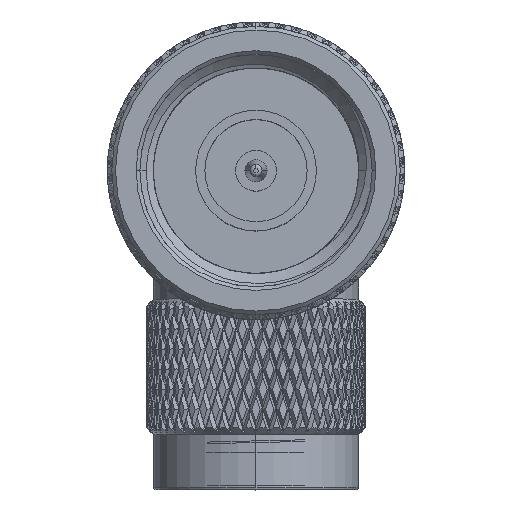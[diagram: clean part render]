
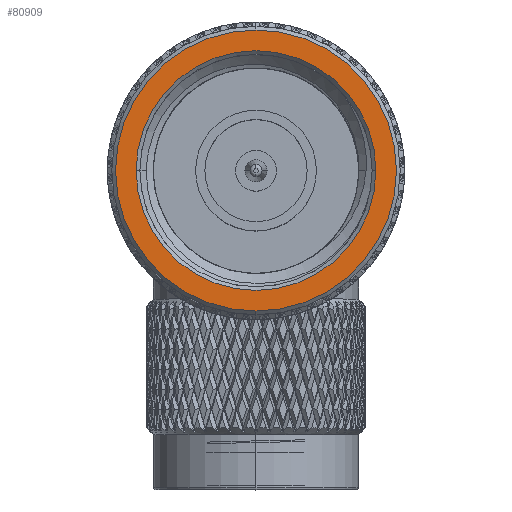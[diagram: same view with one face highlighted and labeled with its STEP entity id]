
A CAD part, top view. The second image highlights one B-rep face of the part: STEP entity #80909.
In plain terms, the highlighted face is planar.
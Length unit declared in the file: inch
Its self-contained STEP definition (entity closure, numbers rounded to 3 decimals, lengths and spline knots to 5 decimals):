
#822 = DIRECTION ( 'NONE',  ( 0., -1., 0. ) ) ;
#3592 = AXIS2_PLACEMENT_3D ( 'NONE', #70923, #85025, #822 ) ;
#6361 = VERTEX_POINT ( 'NONE', #131419 ) ;
#15065 = EDGE_CURVE ( 'NONE', #21985, #6361, #170649, .T. ) ;
#21985 = VERTEX_POINT ( 'NONE', #40594 ) ;
#23179 = CIRCLE ( 'NONE', #3592, 0.3225 ) ;
#24085 = CARTESIAN_POINT ( 'NONE',  ( 0., -0.37809, 0. ) ) ;
#25500 = DIRECTION ( 'NONE',  ( 0., -1., 0. ) ) ;
#36850 = VERTEX_POINT ( 'NONE', #24085 ) ;
#40594 = CARTESIAN_POINT ( 'NONE',  ( 0., 0., 0.3225 ) ) ;
#46177 = FACE_OUTER_BOUND ( 'NONE', #47312, .T. ) ;
#46615 = DIRECTION ( 'NONE',  ( 1., 0., 0. ) ) ;
#47312 = EDGE_LOOP ( 'NONE', ( #62317, #119958 ) ) ;
#47650 = AXIS2_PLACEMENT_3D ( 'NONE', #95455, #165282, #25500 ) ;
#48791 = AXIS2_PLACEMENT_3D ( 'NONE', #109342, #123315, #53554 ) ;
#53554 = DIRECTION ( 'NONE',  ( 0., -1., 0. ) ) ;
#62317 = ORIENTED_EDGE ( 'NONE', *, *, #81487, .T. ) ;
#70923 = CARTESIAN_POINT ( 'NONE',  ( 0., 0., 0. ) ) ;
#72631 = EDGE_CURVE ( 'NONE', #36850, #142235, #101312, .T. ) ;
#80909 = ADVANCED_FACE ( 'NONE', ( #89719, #46177 ), #180996, .T. ) ;
#81487 = EDGE_CURVE ( 'NONE', #142235, #36850, #153534, .T. ) ;
#85025 = DIRECTION ( 'NONE',  ( 1., 0., 0. ) ) ;
#89719 = FACE_BOUND ( 'NONE', #121193, .T. ) ;
#93038 = AXIS2_PLACEMENT_3D ( 'NONE', #133914, #132731, #120449 ) ;
#95455 = CARTESIAN_POINT ( 'NONE',  ( 0., 0., 0. ) ) ;
#101312 = CIRCLE ( 'NONE', #93038, 0.37809 ) ;
#104484 = ORIENTED_EDGE ( 'NONE', *, *, #178039, .T. ) ;
#109342 = CARTESIAN_POINT ( 'NONE',  ( 0., 0.38809, 0. ) ) ;
#119958 = ORIENTED_EDGE ( 'NONE', *, *, #72631, .T. ) ;
#120449 = DIRECTION ( 'NONE',  ( 0., -1., 0. ) ) ;
#120719 = ORIENTED_EDGE ( 'NONE', *, *, #15065, .T. ) ;
#121193 = EDGE_LOOP ( 'NONE', ( #120719, #104484 ) ) ;
#123315 = DIRECTION ( 'NONE',  ( -1., 0., 0. ) ) ;
#129924 = CARTESIAN_POINT ( 'NONE',  ( 0., 0.37809, 0. ) ) ;
#131419 = CARTESIAN_POINT ( 'NONE',  ( 0., 0., -0.3225 ) ) ;
#132731 = DIRECTION ( 'NONE',  ( -1., 0., 0. ) ) ;
#133914 = CARTESIAN_POINT ( 'NONE',  ( 0., 0., 0. ) ) ;
#136460 = AXIS2_PLACEMENT_3D ( 'NONE', #156284, #46615, #144636 ) ;
#142235 = VERTEX_POINT ( 'NONE', #129924 ) ;
#144636 = DIRECTION ( 'NONE',  ( 0., -1., 0. ) ) ;
#153534 = CIRCLE ( 'NONE', #47650, 0.37809 ) ;
#156284 = CARTESIAN_POINT ( 'NONE',  ( 0., 0., 0. ) ) ;
#165282 = DIRECTION ( 'NONE',  ( -1., 0., 0. ) ) ;
#170649 = CIRCLE ( 'NONE', #136460, 0.3225 ) ;
#178039 = EDGE_CURVE ( 'NONE', #6361, #21985, #23179, .T. ) ;
#180996 = PLANE ( 'NONE',  #48791 ) ;
